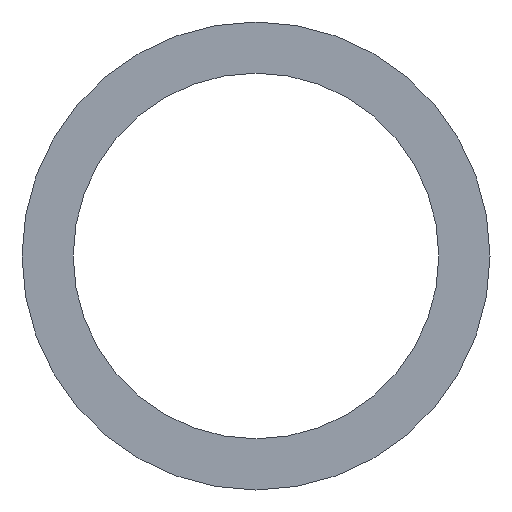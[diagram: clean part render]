
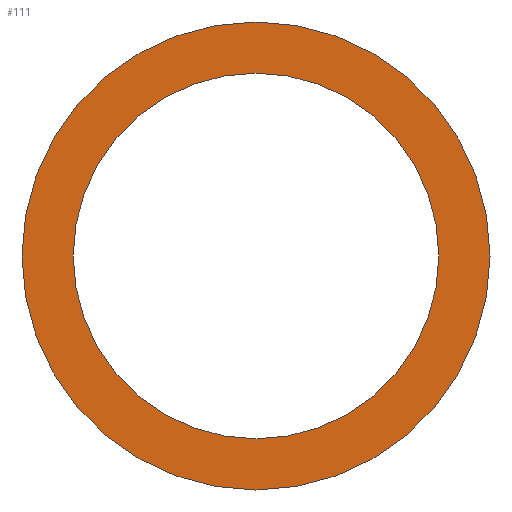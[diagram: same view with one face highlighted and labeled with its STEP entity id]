
A CAD part, left-side view. The second image highlights one B-rep face of the part: STEP entity #111.
In plain terms, the highlighted planar face has unit normal (-1, 0, 0).
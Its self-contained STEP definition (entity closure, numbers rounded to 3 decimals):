
#10 = AXIS2_PLACEMENT_3D ( 'NONE', #67, #100, #117 ) ;
#17 = EDGE_LOOP ( 'NONE', ( #28, #69 ) ) ;
#19 = CARTESIAN_POINT ( 'NONE',  ( -2.5, 0., -12.5 ) ) ;
#22 = DIRECTION ( 'NONE',  ( -1., 0., 0. ) ) ;
#24 = FACE_BOUND ( 'NONE', #177, .T. ) ;
#26 = CARTESIAN_POINT ( 'NONE',  ( -2.5, 0., 0. ) ) ;
#28 = ORIENTED_EDGE ( 'NONE', *, *, #33, .T. ) ;
#33 = EDGE_CURVE ( 'NONE', #73, #51, #127, .T. ) ;
#38 = CARTESIAN_POINT ( 'NONE',  ( -2.5, 16., 0. ) ) ;
#43 = CARTESIAN_POINT ( 'NONE',  ( -2.5, 0., 12.5 ) ) ;
#45 = AXIS2_PLACEMENT_3D ( 'NONE', #26, #169, #88 ) ;
#47 = AXIS2_PLACEMENT_3D ( 'NONE', #38, #83, #147 ) ;
#51 = VERTEX_POINT ( 'NONE', #65 ) ;
#60 = VERTEX_POINT ( 'NONE', #19 ) ;
#65 = CARTESIAN_POINT ( 'NONE',  ( -2.5, 0., -16. ) ) ;
#67 = CARTESIAN_POINT ( 'NONE',  ( -2.5, 0., 0. ) ) ;
#69 = ORIENTED_EDGE ( 'NONE', *, *, #172, .T. ) ;
#70 = CARTESIAN_POINT ( 'NONE',  ( -2.5, 0., 0. ) ) ;
#73 = VERTEX_POINT ( 'NONE', #213 ) ;
#76 = ORIENTED_EDGE ( 'NONE', *, *, #141, .F. ) ;
#79 = FACE_OUTER_BOUND ( 'NONE', #17, .T. ) ;
#83 = DIRECTION ( 'NONE',  ( 1., 0., 0. ) ) ;
#88 = DIRECTION ( 'NONE',  ( 0., 0., 1. ) ) ;
#100 = DIRECTION ( 'NONE',  ( -1., 0., 0. ) ) ;
#101 = DIRECTION ( 'NONE',  ( 0., 0., 1. ) ) ;
#111 = ADVANCED_FACE ( 'NONE', ( #24, #79 ), #161, .F. ) ;
#116 = CARTESIAN_POINT ( 'NONE',  ( -2.5, 0., 0. ) ) ;
#117 = DIRECTION ( 'NONE',  ( 0., 0., 1. ) ) ;
#124 = AXIS2_PLACEMENT_3D ( 'NONE', #70, #22, #187 ) ;
#125 = CIRCLE ( 'NONE', #10, 12.5 ) ;
#126 = AXIS2_PLACEMENT_3D ( 'NONE', #116, #163, #101 ) ;
#127 = CIRCLE ( 'NONE', #126, 16. ) ;
#134 = EDGE_CURVE ( 'NONE', #60, #193, #125, .T. ) ;
#141 = EDGE_CURVE ( 'NONE', #193, #60, #157, .T. ) ;
#147 = DIRECTION ( 'NONE',  ( 0., 0., -1. ) ) ;
#157 = CIRCLE ( 'NONE', #124, 12.5 ) ;
#161 = PLANE ( 'NONE',  #47 ) ;
#163 = DIRECTION ( 'NONE',  ( -1., 0., 0. ) ) ;
#169 = DIRECTION ( 'NONE',  ( -1., 0., 0. ) ) ;
#172 = EDGE_CURVE ( 'NONE', #51, #73, #205, .T. ) ;
#177 = EDGE_LOOP ( 'NONE', ( #76, #200 ) ) ;
#187 = DIRECTION ( 'NONE',  ( 0., 0., 1. ) ) ;
#193 = VERTEX_POINT ( 'NONE', #43 ) ;
#200 = ORIENTED_EDGE ( 'NONE', *, *, #134, .F. ) ;
#205 = CIRCLE ( 'NONE', #45, 16. ) ;
#213 = CARTESIAN_POINT ( 'NONE',  ( -2.5, 0., 16. ) ) ;
